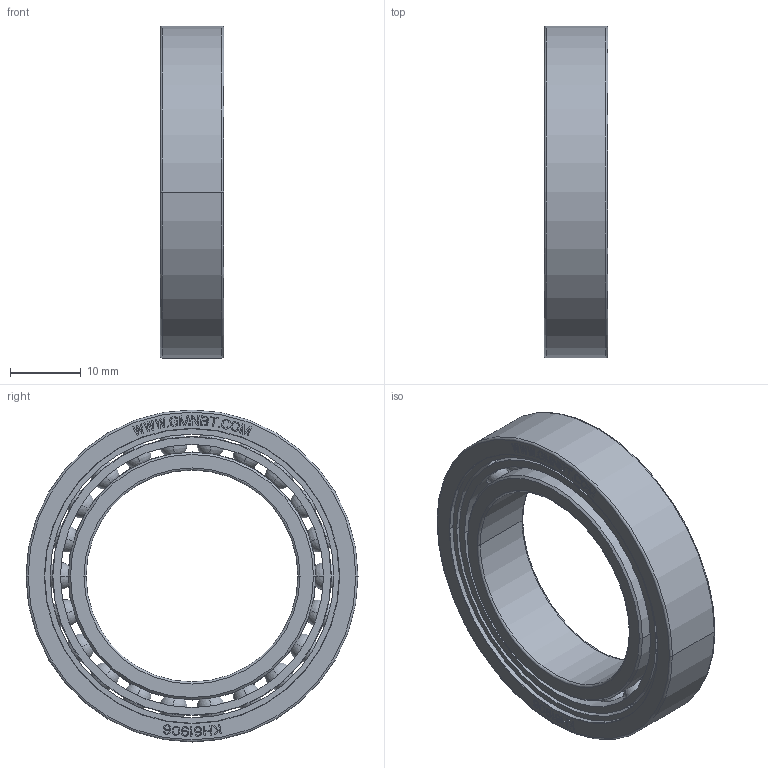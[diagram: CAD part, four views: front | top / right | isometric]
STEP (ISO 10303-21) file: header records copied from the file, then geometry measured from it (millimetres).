
FILE_DESCRIPTION((''),'2;1');
FILE_NAME('KH61906_PRT','2014-11-17T',('sales 4'),(''),'PRO/ENGINEER BY PARAMETRIC TECHNOLOGY CORPORATION, 2013150','PRO/ENGINEER BY PARAMETRIC TECHNOLOGY CORPORATION, 2013150','');
FILE_SCHEMA(('AUTOMOTIVE_DESIGN { 1 0 10303 214 1 1 1 1 }'));
Length unit declared in the file: millimetre
Products named in the file (1): KH61906_PRT
Bounding box: 9.01 x 47 x 47 mm (x, y, z)
Volume: 7054.3 mm3; surface area: 8479.4 mm2
Topology: 25 solids, 25 shells, 676 faces, 1903 edges, 1214 vertices
Faces by surface type: plane 548, cylinder 62, sphere 44, torus 12, cone 10
Entity records: 31255 total; most frequent: CARTESIAN_POINT 8305, ORIENTED_EDGE 3630, DIRECTION 3191, PRESENTATION_STYLE_ASSIGNMENT 1866, STYLED_ITEM 1840, CURVE_STYLE 1815, EDGE_CURVE 1815, VECTOR 1615
